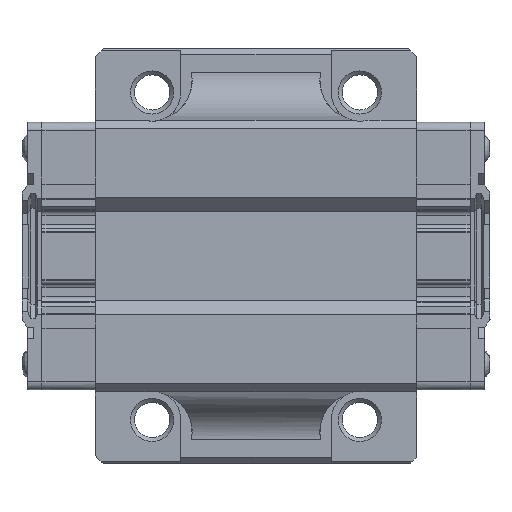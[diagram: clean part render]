
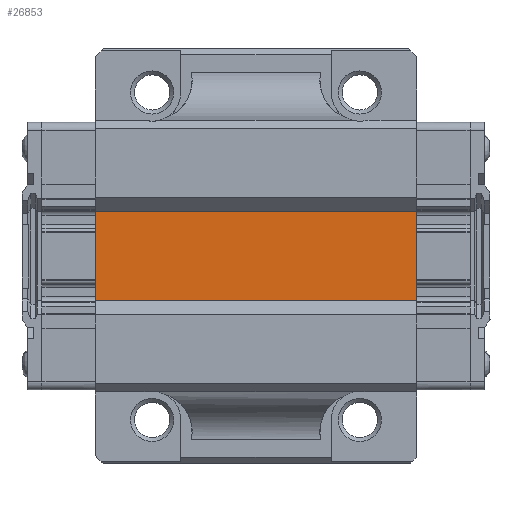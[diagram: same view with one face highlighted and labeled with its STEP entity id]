
A CAD part, front view. The second image highlights one B-rep face of the part: STEP entity #26853.
In plain terms, the highlighted planar face has unit normal (0, -1, 0).
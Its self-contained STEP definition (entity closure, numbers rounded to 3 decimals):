
#760=LINE('',#38426,#3474);
#840=LINE('',#38726,#3554);
#899=LINE('',#38988,#3613);
#900=LINE('',#38989,#3614);
#3474=VECTOR('',#30812,11.783);
#3554=VECTOR('',#31036,11.783);
#3613=VECTOR('',#31239,40.2);
#3614=VECTOR('',#31240,40.2);
#6168=PLANE('',#28540);
#7170=FACE_OUTER_BOUND('',#8688,.T.);
#8688=EDGE_LOOP('',(#18049,#18050,#18051,#18052));
#11474=VERTEX_POINT('',#38423);
#11475=VERTEX_POINT('',#38425);
#11622=VERTEX_POINT('',#38723);
#11623=VERTEX_POINT('',#38725);
#13958=EDGE_CURVE('',#11474,#11475,#760,.T.);
#14106=EDGE_CURVE('',#11623,#11622,#840,.T.);
#14221=EDGE_CURVE('',#11475,#11622,#899,.T.);
#14222=EDGE_CURVE('',#11623,#11474,#900,.T.);
#18049=ORIENTED_EDGE('',*,*,#14221,.F.);
#18050=ORIENTED_EDGE('',*,*,#13958,.F.);
#18051=ORIENTED_EDGE('',*,*,#14222,.F.);
#18052=ORIENTED_EDGE('',*,*,#14106,.T.);
#26853=ADVANCED_FACE('',(#7170),#6168,.F.);
#28540=AXIS2_PLACEMENT_3D('',#38987,#31237,#31238);
#30812=DIRECTION('',(0.,0.,-1.));
#31036=DIRECTION('',(0.,0.,-1.));
#31237=DIRECTION('center_axis',(0.,1.,0.));
#31238=DIRECTION('ref_axis',(0.,0.,-1.));
#31239=DIRECTION('',(-1.,0.,0.));
#31240=DIRECTION('',(1.,0.,0.));
#38423=CARTESIAN_POINT('',(20.1,13.1,5.891));
#38425=CARTESIAN_POINT('',(20.1,13.1,-5.891));
#38426=CARTESIAN_POINT('',(20.1,13.1,0.));
#38723=CARTESIAN_POINT('',(-20.1,13.1,-5.891));
#38725=CARTESIAN_POINT('',(-20.1,13.1,5.891));
#38726=CARTESIAN_POINT('',(-20.1,13.1,0.));
#38987=CARTESIAN_POINT('Origin',(20.1,13.1,-5.891));
#38988=CARTESIAN_POINT('',(20.1,13.1,-5.891));
#38989=CARTESIAN_POINT('',(20.1,13.1,5.891));
